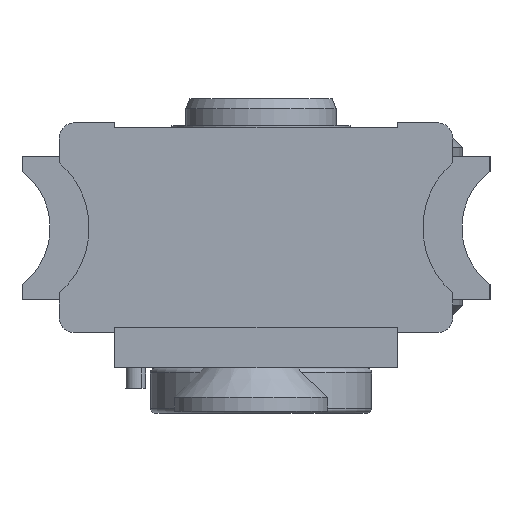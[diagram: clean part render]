
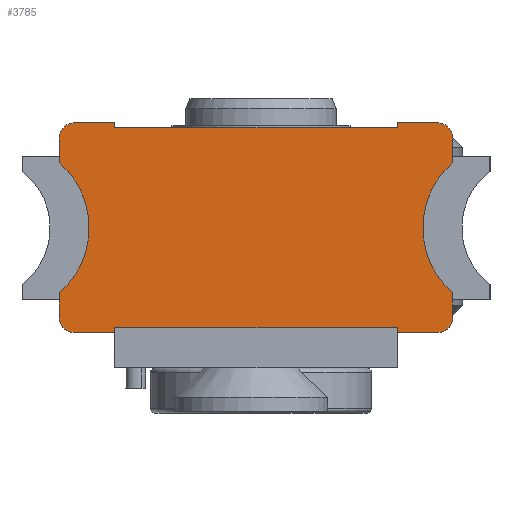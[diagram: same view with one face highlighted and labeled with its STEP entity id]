
A CAD part, left-side view. The second image highlights one B-rep face of the part: STEP entity #3785.
In plain terms, the highlighted face is planar.
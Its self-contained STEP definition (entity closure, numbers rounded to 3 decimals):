
#331=CIRCLE('',#4240,8.);
#333=CIRCLE('',#4243,8.);
#335=CIRCLE('',#4246,8.);
#337=CIRCLE('',#4249,8.);
#338=CIRCLE('',#4252,1.5);
#344=CIRCLE('',#4263,1.5);
#347=CIRCLE('',#4270,1.5);
#353=CIRCLE('',#4281,1.5);
#1189=ORIENTED_EDGE('',*,*,#1704,.F.);
#1190=ORIENTED_EDGE('',*,*,#1814,.F.);
#1191=ORIENTED_EDGE('',*,*,#1807,.F.);
#1192=ORIENTED_EDGE('',*,*,#1794,.F.);
#1193=ORIENTED_EDGE('',*,*,#1780,.F.);
#1194=ORIENTED_EDGE('',*,*,#1777,.F.);
#1195=ORIENTED_EDGE('',*,*,#1774,.F.);
#1196=ORIENTED_EDGE('',*,*,#1703,.T.);
#1197=ORIENTED_EDGE('',*,*,#1700,.T.);
#1198=ORIENTED_EDGE('',*,*,#1763,.F.);
#1199=ORIENTED_EDGE('',*,*,#1756,.F.);
#1200=ORIENTED_EDGE('',*,*,#1752,.F.);
#1201=ORIENTED_EDGE('',*,*,#1789,.F.);
#1202=ORIENTED_EDGE('',*,*,#1745,.F.);
#1203=ORIENTED_EDGE('',*,*,#1818,.F.);
#1204=ORIENTED_EDGE('',*,*,#1732,.F.);
#1205=ORIENTED_EDGE('',*,*,#1729,.F.);
#1206=ORIENTED_EDGE('',*,*,#1726,.F.);
#1207=ORIENTED_EDGE('',*,*,#1696,.T.);
#1208=ORIENTED_EDGE('',*,*,#1693,.T.);
#1209=ORIENTED_EDGE('',*,*,#1715,.F.);
#1210=ORIENTED_EDGE('',*,*,#1708,.F.);
#1693=EDGE_CURVE('',#2126,#2128,#331,.T.);
#1696=EDGE_CURVE('',#2130,#2126,#333,.T.);
#1700=EDGE_CURVE('',#2132,#2134,#335,.T.);
#1703=EDGE_CURVE('',#2136,#2132,#337,.T.);
#1704=EDGE_CURVE('',#2137,#2138,#2381,.T.);
#1708=EDGE_CURVE('',#2138,#2141,#338,.T.);
#1715=EDGE_CURVE('',#2141,#2128,#2390,.T.);
#1726=EDGE_CURVE('',#2130,#2153,#2397,.T.);
#1729=EDGE_CURVE('',#2153,#2155,#344,.T.);
#1732=EDGE_CURVE('',#2155,#2157,#2401,.T.);
#1745=EDGE_CURVE('',#2169,#2170,#2413,.T.);
#1752=EDGE_CURVE('',#2176,#2177,#2420,.T.);
#1756=EDGE_CURVE('',#2177,#2180,#347,.T.);
#1763=EDGE_CURVE('',#2180,#2134,#2429,.T.);
#1774=EDGE_CURVE('',#2136,#2192,#2436,.T.);
#1777=EDGE_CURVE('',#2192,#2194,#353,.T.);
#1780=EDGE_CURVE('',#2194,#2196,#2440,.T.);
#1789=EDGE_CURVE('',#2170,#2176,#2449,.T.);
#1794=EDGE_CURVE('',#2196,#2203,#2454,.T.);
#1807=EDGE_CURVE('',#2203,#2217,#2466,.T.);
#1814=EDGE_CURVE('',#2217,#2137,#2473,.T.);
#1818=EDGE_CURVE('',#2157,#2169,#2477,.T.);
#2126=VERTEX_POINT('',#6353);
#2128=VERTEX_POINT('',#6357);
#2130=VERTEX_POINT('',#6362);
#2132=VERTEX_POINT('',#6368);
#2134=VERTEX_POINT('',#6372);
#2136=VERTEX_POINT('',#6377);
#2137=VERTEX_POINT('',#6382);
#2138=VERTEX_POINT('',#6383);
#2141=VERTEX_POINT('',#6391);
#2153=VERTEX_POINT('',#6425);
#2155=VERTEX_POINT('',#6431);
#2157=VERTEX_POINT('',#6437);
#2169=VERTEX_POINT('',#6462);
#2170=VERTEX_POINT('',#6464);
#2176=VERTEX_POINT('',#6478);
#2177=VERTEX_POINT('',#6479);
#2180=VERTEX_POINT('',#6487);
#2192=VERTEX_POINT('',#6521);
#2194=VERTEX_POINT('',#6527);
#2196=VERTEX_POINT('',#6533);
#2203=VERTEX_POINT('',#6548);
#2217=VERTEX_POINT('',#6583);
#2381=LINE('',#6381,#2663);
#2390=LINE('',#6404,#2672);
#2397=LINE('',#6424,#2679);
#2401=LINE('',#6436,#2683);
#2413=LINE('',#6463,#2695);
#2420=LINE('',#6477,#2702);
#2429=LINE('',#6500,#2711);
#2436=LINE('',#6520,#2718);
#2440=LINE('',#6532,#2722);
#2449=LINE('',#6550,#2731);
#2454=LINE('',#6557,#2736);
#2466=LINE('',#6582,#2748);
#2473=LINE('',#6596,#2755);
#2477=LINE('',#6600,#2759);
#2663=VECTOR('',#5123,1000.);
#2672=VECTOR('',#5140,1000.);
#2679=VECTOR('',#5161,1000.);
#2683=VECTOR('',#5173,1000.);
#2695=VECTOR('',#5189,1000.);
#2702=VECTOR('',#5198,1000.);
#2711=VECTOR('',#5215,1000.);
#2718=VECTOR('',#5236,1000.);
#2722=VECTOR('',#5248,1000.);
#2731=VECTOR('',#5259,1000.);
#2736=VECTOR('',#5264,1000.);
#2748=VECTOR('',#5280,1000.);
#2755=VECTOR('',#5289,1000.);
#2759=VECTOR('',#5293,1000.);
#3112=EDGE_LOOP('',(#1189,#1190,#1191,#1192,#1193,#1194,#1195,#1196,#1197,
#1198,#1199,#1200,#1201,#1202,#1203,#1204,#1205,#1206,#1207,#1208,#1209,
#1210));
#3450=FACE_BOUND('',#3112,.T.);
#3571=PLANE('',#4289);
#3785=ADVANCED_FACE('',(#3450),#3571,.F.);
#4240=AXIS2_PLACEMENT_3D('',#6358,#5097,#5098);
#4243=AXIS2_PLACEMENT_3D('',#6364,#5104,#5105);
#4246=AXIS2_PLACEMENT_3D('',#6373,#5112,#5113);
#4249=AXIS2_PLACEMENT_3D('',#6379,#5119,#5120);
#4252=AXIS2_PLACEMENT_3D('',#6390,#5129,#5130);
#4263=AXIS2_PLACEMENT_3D('',#6430,#5166,#5167);
#4270=AXIS2_PLACEMENT_3D('',#6486,#5204,#5205);
#4281=AXIS2_PLACEMENT_3D('',#6526,#5241,#5242);
#4289=AXIS2_PLACEMENT_3D('',#6603,#5297,#5298);
#5097=DIRECTION('',(0.,0.,1.));
#5098=DIRECTION('',(1.,0.,0.));
#5104=DIRECTION('',(0.,0.,1.));
#5105=DIRECTION('',(1.,0.,0.));
#5112=DIRECTION('',(0.,0.,1.));
#5113=DIRECTION('',(1.,0.,0.));
#5119=DIRECTION('',(0.,0.,1.));
#5120=DIRECTION('',(1.,0.,0.));
#5123=DIRECTION('',(0.,-1.,0.));
#5129=DIRECTION('',(0.,0.,1.));
#5130=DIRECTION('',(1.,0.,0.));
#5140=DIRECTION('',(1.,0.,0.));
#5161=DIRECTION('',(1.,0.,0.));
#5166=DIRECTION('',(0.,0.,1.));
#5167=DIRECTION('',(1.,0.,0.));
#5173=DIRECTION('',(0.,1.,0.));
#5189=DIRECTION('',(0.,1.,0.));
#5198=DIRECTION('',(0.,1.,0.));
#5204=DIRECTION('',(0.,0.,1.));
#5205=DIRECTION('',(1.,0.,0.));
#5215=DIRECTION('',(-1.,0.,0.));
#5236=DIRECTION('',(-1.,0.,0.));
#5241=DIRECTION('',(0.,0.,1.));
#5242=DIRECTION('',(1.,0.,0.));
#5248=DIRECTION('',(0.,-1.,0.));
#5259=DIRECTION('',(1.,0.,0.));
#5264=DIRECTION('',(1.,0.,0.));
#5280=DIRECTION('',(0.,-1.,0.));
#5289=DIRECTION('',(-1.,0.,0.));
#5293=DIRECTION('',(-1.,0.,0.));
#5297=DIRECTION('',(0.,0.,1.));
#5298=DIRECTION('',(1.,0.,0.));
#6353=CARTESIAN_POINT('',(0.,-16.604,-6.2));
#6357=CARTESIAN_POINT('',(-6.431,-19.5,-6.2));
#6358=CARTESIAN_POINT('',(-0.267,-24.6,-6.2));
#6362=CARTESIAN_POINT('',(6.431,-19.5,-6.2));
#6364=CARTESIAN_POINT('',(0.267,-24.6,-6.2));
#6368=CARTESIAN_POINT('',(0.,16.604,-6.2));
#6372=CARTESIAN_POINT('',(6.431,19.5,-6.2));
#6373=CARTESIAN_POINT('',(0.267,24.6,-6.2));
#6377=CARTESIAN_POINT('',(-6.431,19.5,-6.2));
#6379=CARTESIAN_POINT('',(-0.267,24.6,-6.2));
#6381=CARTESIAN_POINT('',(-10.4,-14.,-6.2));
#6382=CARTESIAN_POINT('',(-10.4,-14.,-6.2));
#6383=CARTESIAN_POINT('',(-10.4,-18.,-6.2));
#6390=CARTESIAN_POINT('',(-8.9,-18.,-6.2));
#6391=CARTESIAN_POINT('',(-8.9,-19.5,-6.2));
#6404=CARTESIAN_POINT('',(-8.9,-19.5,-6.2));
#6424=CARTESIAN_POINT('',(6.431,-19.5,-6.2));
#6425=CARTESIAN_POINT('',(8.9,-19.5,-6.2));
#6430=CARTESIAN_POINT('',(8.9,-18.,-6.2));
#6431=CARTESIAN_POINT('',(10.4,-18.,-6.2));
#6436=CARTESIAN_POINT('',(10.4,-18.,-6.2));
#6437=CARTESIAN_POINT('',(10.4,-14.,-6.2));
#6462=CARTESIAN_POINT('',(9.9,-14.,-6.2));
#6463=CARTESIAN_POINT('',(9.9,-14.,-6.2));
#6464=CARTESIAN_POINT('',(9.9,14.,-6.2));
#6477=CARTESIAN_POINT('',(10.4,14.,-6.2));
#6478=CARTESIAN_POINT('',(10.4,14.,-6.2));
#6479=CARTESIAN_POINT('',(10.4,18.,-6.2));
#6486=CARTESIAN_POINT('',(8.9,18.,-6.2));
#6487=CARTESIAN_POINT('',(8.9,19.5,-6.2));
#6500=CARTESIAN_POINT('',(8.9,19.5,-6.2));
#6520=CARTESIAN_POINT('',(-6.431,19.5,-6.2));
#6521=CARTESIAN_POINT('',(-8.9,19.5,-6.2));
#6526=CARTESIAN_POINT('',(-8.9,18.,-6.2));
#6527=CARTESIAN_POINT('',(-10.4,18.,-6.2));
#6532=CARTESIAN_POINT('',(-10.4,18.,-6.2));
#6533=CARTESIAN_POINT('',(-10.4,14.,-6.2));
#6548=CARTESIAN_POINT('',(-9.9,14.,-6.2));
#6550=CARTESIAN_POINT('',(9.9,14.,-6.2));
#6557=CARTESIAN_POINT('',(-10.4,14.,-6.2));
#6582=CARTESIAN_POINT('',(-9.9,14.,-6.2));
#6583=CARTESIAN_POINT('',(-9.9,-14.,-6.2));
#6596=CARTESIAN_POINT('',(-9.9,-14.,-6.2));
#6600=CARTESIAN_POINT('',(10.4,-14.,-6.2));
#6603=CARTESIAN_POINT('',(-8.9,-18.,-6.2));
